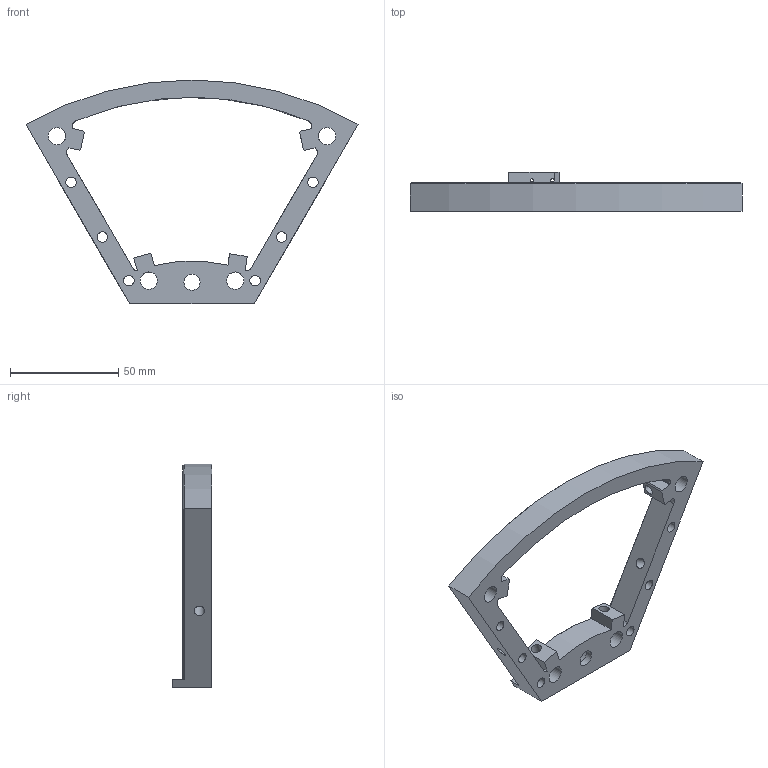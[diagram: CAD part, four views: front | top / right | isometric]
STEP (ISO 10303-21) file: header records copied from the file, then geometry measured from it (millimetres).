
FILE_DESCRIPTION(/* description */ (''),/* implementation_level */ '2;1');
FILE_NAME(/* name */ 'Bottom Plate (1) v1.step',/* time_stamp */ '2022-04-06T19:42:59-04:00',/* author */ (''),/* organization */ (''),/* preprocessor_version */ 'ST-DEVELOPER v18.1',/* originating_system */ 'Autodesk Translation Framework v10.14.0.1471',/* authorisation */ '');
FILE_SCHEMA (('AUTOMOTIVE_DESIGN { 1 0 10303 214 3 1 1 }'));
Length unit declared in the file: inch
Products named in the file (1): Bottom Plate (1)
Bounding box: 153.7 x 18.17 x 103.7 mm (x, y, z)
Volume: 48356.3 mm3; surface area: 21718.3 mm2
Topology: 1 solids, 1 shells, 99 faces, 264 edges, 166 vertices
Faces by surface type: plane 46, cylinder 24, bspline 21, cone 8
Full cylindrical faces by diameter (mm): 4.826 x12, 7.493 x1, 8 x4, 16.764 x1
Entity records: 3866 total; most frequent: CARTESIAN_POINT 1447, ORIENTED_EDGE 528, DIRECTION 411, EDGE_CURVE 264, VERTEX_POINT 166, LINE 145, VECTOR 145, EDGE_LOOP 138
